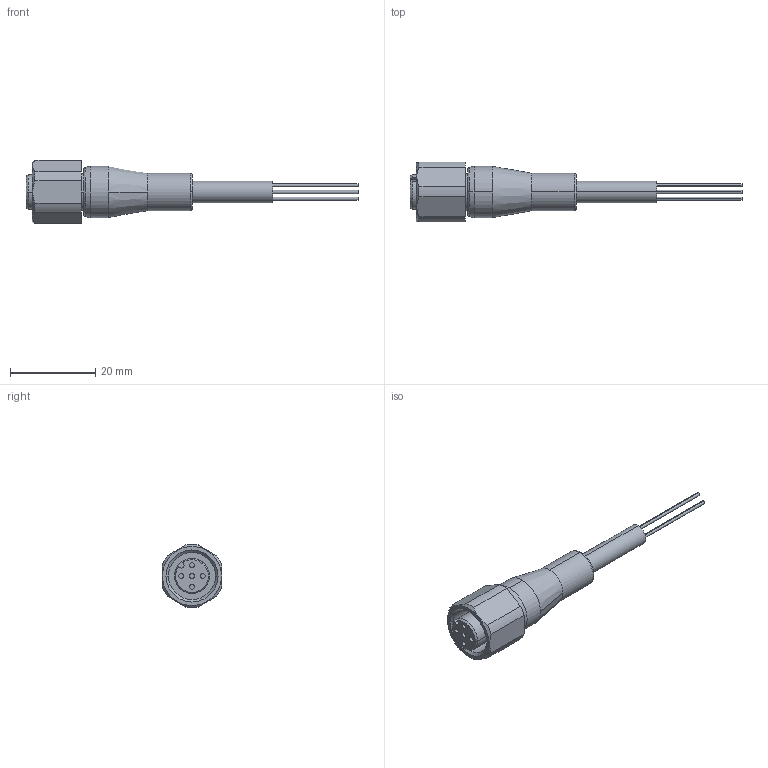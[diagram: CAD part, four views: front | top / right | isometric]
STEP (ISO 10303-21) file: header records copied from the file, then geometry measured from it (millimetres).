
FILE_DESCRIPTION (( 'STEP AP214' ), '1' );
FILE_NAME ('7024-12221-3210700.step', '2019-03-12T19:36:53', ( '' ), ( '' ), 'SwSTEP 2.0', 'SolidWorks 2018', '' );
FILE_SCHEMA (( 'AUTOMOTIVE_DESIGN' ));
Length unit declared in the file: millimetre
Products named in the file (1): 7024-12221-3210700
Bounding box: 77.8 x 14 x 14.98 mm (x, y, z)
Volume: 4115.7 mm3; surface area: 2828.5 mm2
Topology: 1 solids, 1 shells, 77 faces, 175 edges, 114 vertices
Faces by surface type: cylinder 37, plane 25, cone 11, bspline 2, torus 2
Entity records: 2284 total; most frequent: CARTESIAN_POINT 449, DIRECTION 412, ORIENTED_EDGE 350, EDGE_CURVE 175, AXIS2_PLACEMENT_3D 173, VERTEX_POINT 114, CIRCLE 97, EDGE_LOOP 91
